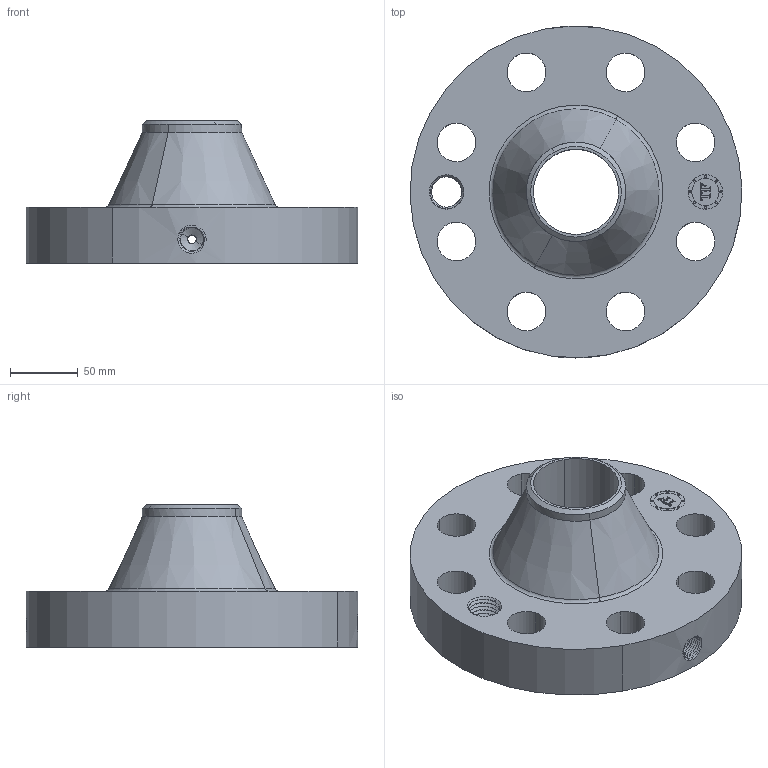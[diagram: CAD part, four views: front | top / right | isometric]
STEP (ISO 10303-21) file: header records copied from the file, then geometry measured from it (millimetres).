
FILE_DESCRIPTION(('3D STEP'),'2;1');
FILE_NAME('2.5-1500-FF-WELD-NECK-STD-ORIF-FLANGE.stp','2013-11-03T18:03:54+00:00',('Texas Flange'),(''),'CATIA Version 5 Release 20 SP 6 (IN-10)','CATIA V5 STEP AP214','800-826-3801');
FILE_SCHEMA(('AUTOMOTIVE_DESIGN { 1 0 10303 214 1 1 1 1 }'));
Length unit declared in the file: inch
Products named in the file (1): 2.5-1500-FF-WELD-NECK-STD-ORIF-FLANGE
Bounding box: 244.28 x 244.35 x 104.65 mm (x, y, z)
Volume: 1825706.4 mm3; surface area: 181931.5 mm2
Topology: 1 solids, 1 shells, 756 faces, 2056 edges, 1320 vertices
Faces by surface type: plane 368, bspline 245, cylinder 87, cone 50, revolution 4, torus 2
Entity records: 31718 total; most frequent: CARTESIAN_POINT 12793, ORIENTED_EDGE 4112, DIRECTION 2056, EDGE_CURVE 2056, VERTEX_POINT 1320, VECTOR 1176, LINE 1176, EDGE_LOOP 798
